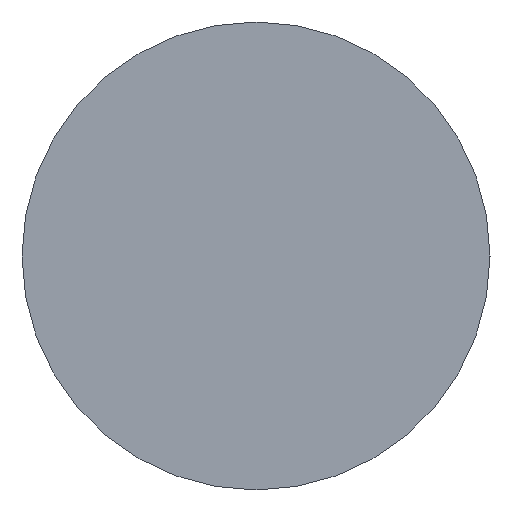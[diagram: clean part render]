
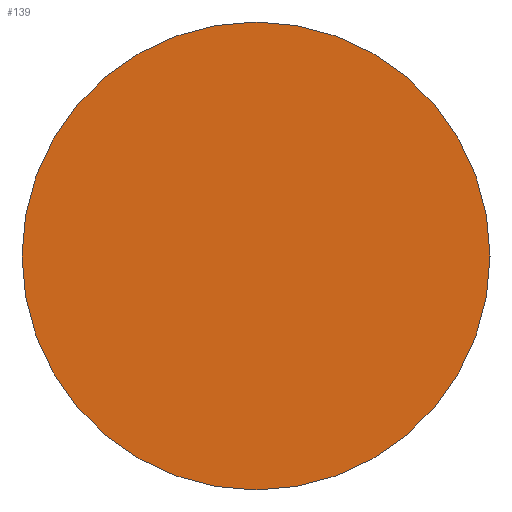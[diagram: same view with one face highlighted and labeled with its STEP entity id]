
A CAD part, left-side view. The second image highlights one B-rep face of the part: STEP entity #139.
In plain terms, the highlighted planar face has unit normal (-1, 0, 0).
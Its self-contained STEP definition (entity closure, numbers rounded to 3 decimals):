
#7 = FACE_OUTER_BOUND ( 'NONE', #82, .T. ) ;
#12 = VERTEX_POINT ( 'NONE', #46 ) ;
#15 = AXIS2_PLACEMENT_3D ( 'NONE', #21, #134, #123 ) ;
#16 = CIRCLE ( 'NONE', #99, 12.5 ) ;
#21 = CARTESIAN_POINT ( 'NONE',  ( 57.358, 32.579, 0. ) ) ;
#29 = DIRECTION ( 'NONE',  ( -1., 0., 0. ) ) ;
#30 = EDGE_CURVE ( 'NONE', #12, #68, #16, .T. ) ;
#31 = DIRECTION ( 'NONE',  ( -1., 0., 0. ) ) ;
#34 = ORIENTED_EDGE ( 'NONE', *, *, #127, .T. ) ;
#39 = ORIENTED_EDGE ( 'NONE', *, *, #30, .T. ) ;
#46 = CARTESIAN_POINT ( 'NONE',  ( 57.358, 45.079, 0. ) ) ;
#47 = DIRECTION ( 'NONE',  ( 0., -1., 0. ) ) ;
#50 = AXIS2_PLACEMENT_3D ( 'NONE', #152, #31, #47 ) ;
#59 = PLANE ( 'NONE',  #15 ) ;
#68 = VERTEX_POINT ( 'NONE', #77 ) ;
#74 = CIRCLE ( 'NONE', #50, 12.5 ) ;
#77 = CARTESIAN_POINT ( 'NONE',  ( 57.358, 20.079, 0. ) ) ;
#82 = EDGE_LOOP ( 'NONE', ( #34, #39 ) ) ;
#94 = DIRECTION ( 'NONE',  ( 0., -1., 0. ) ) ;
#99 = AXIS2_PLACEMENT_3D ( 'NONE', #119, #29, #94 ) ;
#119 = CARTESIAN_POINT ( 'NONE',  ( 57.358, 32.579, 0. ) ) ;
#123 = DIRECTION ( 'NONE',  ( 0., 1., 0. ) ) ;
#127 = EDGE_CURVE ( 'NONE', #68, #12, #74, .T. ) ;
#134 = DIRECTION ( 'NONE',  ( 1., 0., 0. ) ) ;
#139 = ADVANCED_FACE ( 'NONE', ( #7 ), #59, .F. ) ;
#152 = CARTESIAN_POINT ( 'NONE',  ( 57.358, 32.579, 0. ) ) ;
